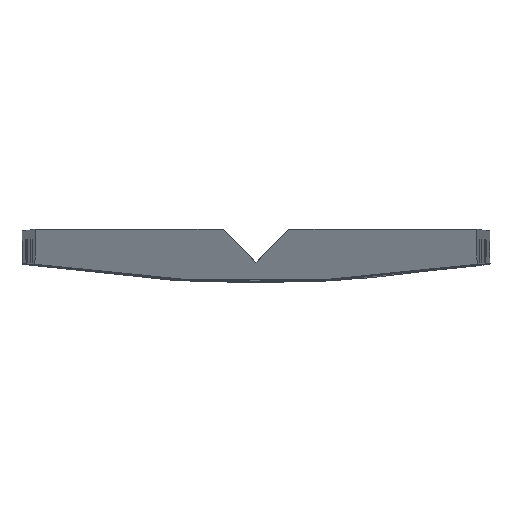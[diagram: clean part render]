
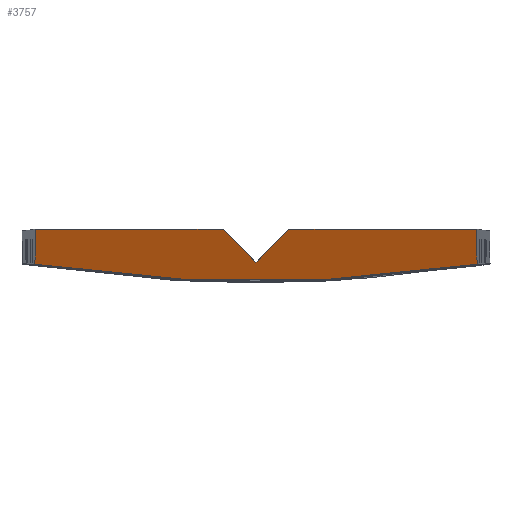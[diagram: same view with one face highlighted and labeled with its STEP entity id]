
A CAD part, top view. The second image highlights one B-rep face of the part: STEP entity #3757.
In plain terms, the highlighted planar face has unit normal (0, -0.383, 0.924).
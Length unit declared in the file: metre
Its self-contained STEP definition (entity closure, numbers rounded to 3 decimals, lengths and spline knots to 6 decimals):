
#135=ELLIPSE('',#3777,0.192508,0.1778);
#1776=ORIENTED_EDGE('',*,*,#2020,.F.);
#1777=ORIENTED_EDGE('',*,*,#1860,.T.);
#1778=ORIENTED_EDGE('',*,*,#1784,.F.);
#1779=ORIENTED_EDGE('',*,*,#2130,.T.);
#1780=ORIENTED_EDGE('',*,*,#1878,.T.);
#1781=ORIENTED_EDGE('',*,*,#1902,.F.);
#1782=ORIENTED_EDGE('',*,*,#1872,.T.);
#1784=EDGE_CURVE('',#2372,#2374,#2776,.T.);
#1860=EDGE_CURVE('',#2449,#2374,#2794,.T.);
#1872=EDGE_CURVE('',#2455,#2456,#135,.T.);
#1878=EDGE_CURVE('',#2461,#2462,#2799,.T.);
#1902=EDGE_CURVE('',#2455,#2462,#2810,.T.);
#2020=EDGE_CURVE('',#2449,#2456,#2833,.T.);
#2130=EDGE_CURVE('',#2372,#2461,#2914,.T.);
#2372=VERTEX_POINT('',#4307);
#2374=VERTEX_POINT('',#4310);
#2449=VERTEX_POINT('',#4724);
#2455=VERTEX_POINT('',#4851);
#2456=VERTEX_POINT('',#4852);
#2461=VERTEX_POINT('',#4864);
#2462=VERTEX_POINT('',#4865);
#2776=LINE('',#4309,#2923);
#2794=LINE('',#4723,#2941);
#2799=LINE('',#4863,#2946);
#2810=LINE('',#5020,#2957);
#2833=LINE('',#5495,#2980);
#2914=LINE('',#5774,#3061);
#2923=VECTOR('',#3904,1.);
#2941=VECTOR('',#3928,1.);
#2946=VECTOR('',#3951,1.);
#2957=VECTOR('',#3978,1.);
#2980=VECTOR('',#4033,1.);
#3061=VECTOR('',#4134,1.);
#3300=EDGE_LOOP('',(#1776,#1777,#1778,#1779,#1780,#1781,#1782));
#3532=FACE_BOUND('',#3300,.T.);
#3569=PLANE('',#3898);
#3757=ADVANCED_FACE('',(#3532),#3569,.T.);
#3777=AXIS2_PLACEMENT_3D('',#4850,#3937,#3938);
#3898=AXIS2_PLACEMENT_3D('',#9652,#4302,#4303);
#3904=DIRECTION('',(0.678,0.678,0.282));
#3928=DIRECTION('',(-1.,0.,0.));
#3937=DIRECTION('',(0.,-0.383,0.924));
#3938=DIRECTION('',(0.,-0.924,-0.383));
#3951=DIRECTION('',(-1.,0.,0.));
#3978=DIRECTION('',(0.005,0.924,0.383));
#4033=DIRECTION('',(0.005,-0.924,-0.383));
#4134=DIRECTION('',(-0.678,0.678,0.282));
#4302=DIRECTION('',(0.,-0.383,0.924));
#4303=DIRECTION('',(1.,0.,0.));
#4307=CARTESIAN_POINT('',(-0.000005,-0.014341,0.118826));
#4309=CARTESIAN_POINT('',(0.875837,0.8615,0.48236));
#4310=CARTESIAN_POINT('',(0.003995,-0.010341,0.120486));
#4723=CARTESIAN_POINT('',(-0.000005,-0.010341,0.120486));
#4724=CARTESIAN_POINT('',(0.026871,-0.010341,0.120486));
#4850=CARTESIAN_POINT('',(-0.000005,0.16116,0.191671));
#4851=CARTESIAN_POINT('',(-0.026903,-0.014594,0.118721));
#4852=CARTESIAN_POINT('',(0.026894,-0.014594,0.118721));
#4863=CARTESIAN_POINT('',(-0.000005,-0.010341,0.120486));
#4864=CARTESIAN_POINT('',(-0.004005,-0.010341,0.120486));
#4865=CARTESIAN_POINT('',(-0.02688,-0.010341,0.120486));
#5020=CARTESIAN_POINT('',(-0.026777,0.008306,0.128226));
#5495=CARTESIAN_POINT('',(0.026768,0.008306,0.128226));
#5774=CARTESIAN_POINT('',(-0.875846,0.8615,0.48236));
#9652=CARTESIAN_POINT('',(0.026882,-0.012467,0.119604));
